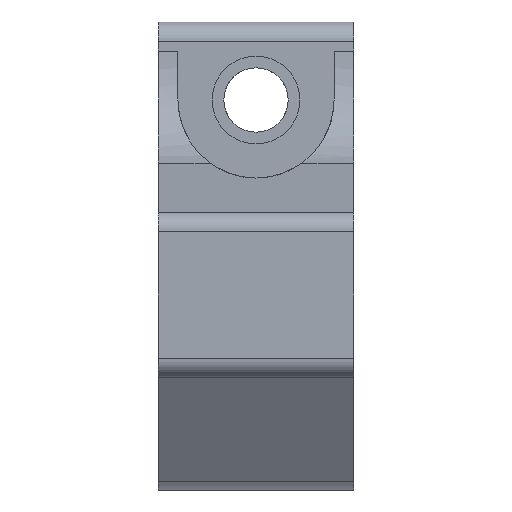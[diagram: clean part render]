
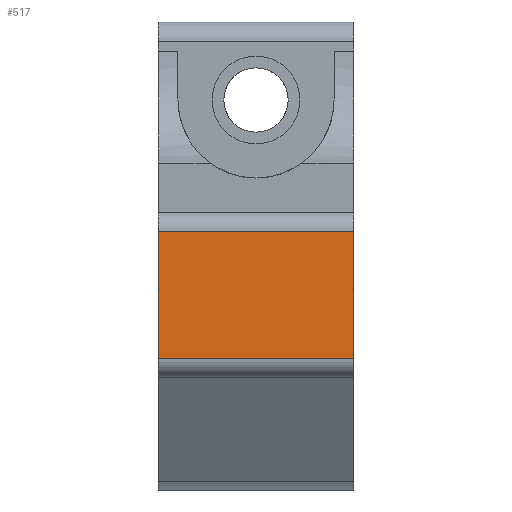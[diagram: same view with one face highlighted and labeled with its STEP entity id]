
A CAD part, left-side view. The second image highlights one B-rep face of the part: STEP entity #517.
In plain terms, the highlighted planar face has unit normal (-1, 0, 0).
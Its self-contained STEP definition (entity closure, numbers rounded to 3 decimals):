
#9 = ORIENTED_EDGE ( 'NONE', *, *, #902, .T. ) ;
#16 = CARTESIAN_POINT ( 'NONE',  ( -21.5, 10., -3.256 ) ) ;
#34 = DIRECTION ( 'NONE',  ( 1., 0., 0. ) ) ;
#43 = DIRECTION ( 'NONE',  ( 0., -1., 0. ) ) ;
#155 = CARTESIAN_POINT ( 'NONE',  ( -21.5, 0., 3.256 ) ) ;
#303 = VERTEX_POINT ( 'NONE', #16 ) ;
#422 = CARTESIAN_POINT ( 'NONE',  ( -21.5, 10., 3.256 ) ) ;
#475 = LINE ( 'NONE', #552, #1208 ) ;
#484 = LINE ( 'NONE', #1524, #1395 ) ;
#501 = DIRECTION ( 'NONE',  ( 0., 0., 1. ) ) ;
#517 = ADVANCED_FACE ( 'NONE', ( #758 ), #1495, .F. ) ;
#552 = CARTESIAN_POINT ( 'NONE',  ( -21.5, 10., 4. ) ) ;
#566 = EDGE_CURVE ( 'NONE', #700, #1503, #616, .T. ) ;
#614 = CARTESIAN_POINT ( 'NONE',  ( -21.5, 10., -3.256 ) ) ;
#616 = LINE ( 'NONE', #1513, #915 ) ;
#629 = ORIENTED_EDGE ( 'NONE', *, *, #1434, .F. ) ;
#652 = DIRECTION ( 'NONE',  ( 0., 1., 0. ) ) ;
#700 = VERTEX_POINT ( 'NONE', #155 ) ;
#707 = DIRECTION ( 'NONE',  ( 0., 0., 1. ) ) ;
#758 = FACE_OUTER_BOUND ( 'NONE', #1101, .T. ) ;
#778 = CARTESIAN_POINT ( 'NONE',  ( -21.5, 0., -3.256 ) ) ;
#902 = EDGE_CURVE ( 'NONE', #1702, #700, #484, .T. ) ;
#908 = DIRECTION ( 'NONE',  ( 0., 0., -1. ) ) ;
#915 = VECTOR ( 'NONE', #652, 1000. ) ;
#929 = ORIENTED_EDGE ( 'NONE', *, *, #1649, .T. ) ;
#936 = VECTOR ( 'NONE', #43, 1000. ) ;
#1030 = ORIENTED_EDGE ( 'NONE', *, *, #566, .T. ) ;
#1044 = CARTESIAN_POINT ( 'NONE',  ( -21.5, 10., 4. ) ) ;
#1101 = EDGE_LOOP ( 'NONE', ( #629, #929, #9, #1030 ) ) ;
#1208 = VECTOR ( 'NONE', #707, 1000. ) ;
#1347 = AXIS2_PLACEMENT_3D ( 'NONE', #1044, #34, #908 ) ;
#1395 = VECTOR ( 'NONE', #501, 1000. ) ;
#1434 = EDGE_CURVE ( 'NONE', #303, #1503, #475, .T. ) ;
#1495 = PLANE ( 'NONE',  #1347 ) ;
#1503 = VERTEX_POINT ( 'NONE', #422 ) ;
#1513 = CARTESIAN_POINT ( 'NONE',  ( -21.5, 10., 3.256 ) ) ;
#1524 = CARTESIAN_POINT ( 'NONE',  ( -21.5, 0., 4. ) ) ;
#1649 = EDGE_CURVE ( 'NONE', #303, #1702, #1685, .T. ) ;
#1685 = LINE ( 'NONE', #614, #936 ) ;
#1702 = VERTEX_POINT ( 'NONE', #778 ) ;
